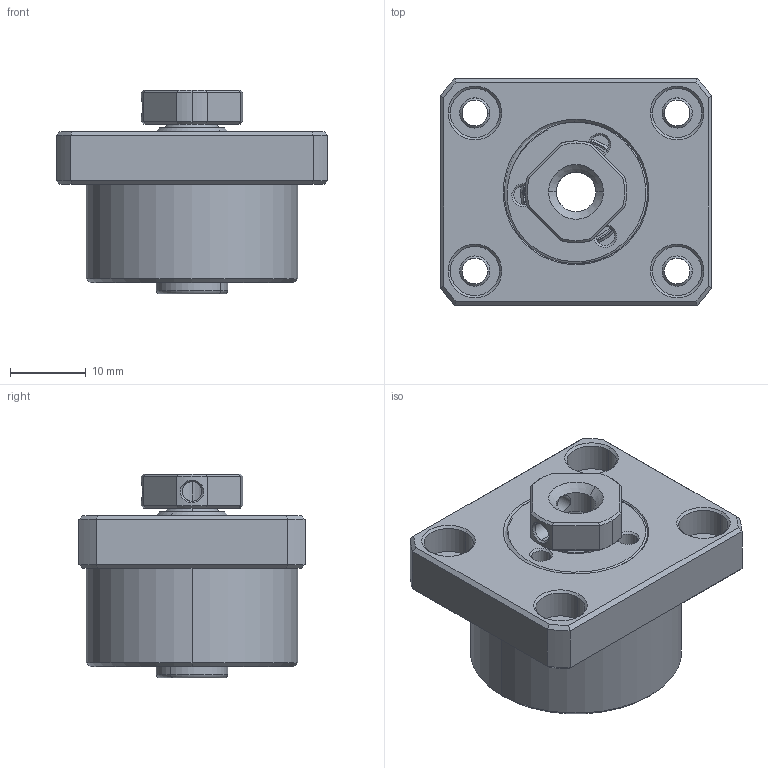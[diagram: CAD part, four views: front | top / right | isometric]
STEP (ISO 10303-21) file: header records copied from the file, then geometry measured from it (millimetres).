
FILE_DESCRIPTION(('HOOPS Exchange Step'),'2;1');
FILE_NAME('export-AE7DF894-B3CE-4AE4-9A87-BF6F230C8021.stp','2024-05-25T12:05:18+02:00',('Engineering'),('Alibre'),'HOOPS Exchange 2023.0','Alibre','Unknown authorisation');
FILE_SCHEMA( ('AP242_MANAGED_MODEL_BASED_3D_ENGINEERING_MIM_LF {1 0 10303 442 1 1 4 }') );
Length unit declared in the file: millimetre
Products named in the file (1): 6864 FKA06 Fixed Ballscrew Support Units (C3 quality) Mounting A
Bounding box: 36 x 30 x 27 mm (x, y, z)
Surface area: 6309.6 mm2 (no closed solid volume)
Topology: 0 solids, 6 shells, 175 faces, 420 edges, 256 vertices
Faces by surface type: cylinder 66, cone 58, plane 38, torus 8, bspline 5
Entity records: 5816 total; most frequent: CARTESIAN_POINT 1770, DIRECTION 881, ORIENTED_EDGE 769, EDGE_CURVE 420, AXIS2_PLACEMENT_3D 367, VERTEX_POINT 256, EDGE_LOOP 201, FACE_BOUND 201
